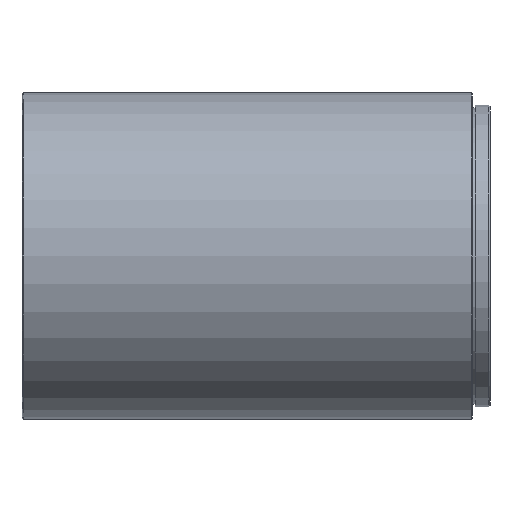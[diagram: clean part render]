
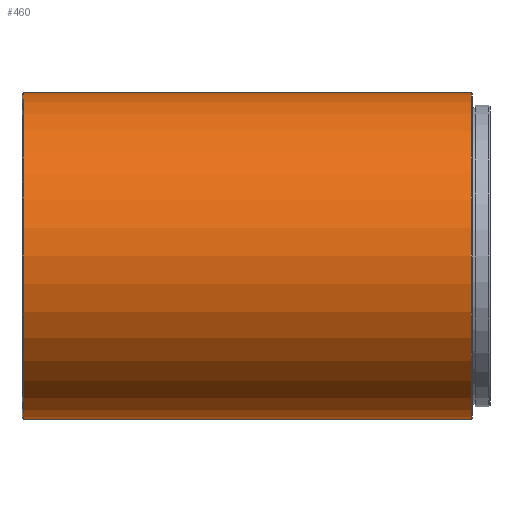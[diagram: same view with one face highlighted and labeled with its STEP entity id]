
A CAD part, front view. The second image highlights one B-rep face of the part: STEP entity #460.
In plain terms, the highlighted cylindrical face has radius 27.95 mm (diameter 55.9 mm), a partial arc.
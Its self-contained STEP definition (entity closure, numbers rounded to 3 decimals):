
#83 = DIRECTION ( 'NONE',  ( 1., 0., 0. ) ) ;
#133 = ORIENTED_EDGE ( 'NONE', *, *, #140, .F. ) ;
#140 = EDGE_CURVE ( 'NONE', #1204, #844, #1220, .T. ) ;
#145 = AXIS2_PLACEMENT_3D ( 'NONE', #708, #602, #593 ) ;
#161 = CYLINDRICAL_SURFACE ( 'NONE', #145, 27.95 ) ;
#228 = CARTESIAN_POINT ( 'NONE',  ( -73.274, -20.109, -27.95 ) ) ;
#268 = DIRECTION ( 'NONE',  ( -1., 0., 0. ) ) ;
#330 = CARTESIAN_POINT ( 'NONE',  ( 3.326, -20.109, 27.95 ) ) ;
#331 = EDGE_CURVE ( 'NONE', #1459, #565, #859, .T. ) ;
#338 = ORIENTED_EDGE ( 'NONE', *, *, #361, .T. ) ;
#361 = EDGE_CURVE ( 'NONE', #1204, #1459, #653, .T. ) ;
#385 = AXIS2_PLACEMENT_3D ( 'NONE', #816, #83, #445 ) ;
#445 = DIRECTION ( 'NONE',  ( 0., 0., 1. ) ) ;
#460 = ADVANCED_FACE ( 'NONE', ( #1008 ), #161, .T. ) ;
#467 = DIRECTION ( 'NONE',  ( -1., 0., 0. ) ) ;
#565 = VERTEX_POINT ( 'NONE', #858 ) ;
#593 = DIRECTION ( 'NONE',  ( 0., 0., 1. ) ) ;
#602 = DIRECTION ( 'NONE',  ( -1., 0., 0. ) ) ;
#653 = CIRCLE ( 'NONE', #1364, 27.95 ) ;
#708 = CARTESIAN_POINT ( 'NONE',  ( 3.526, -20.109, 0. ) ) ;
#720 = ORIENTED_EDGE ( 'NONE', *, *, #331, .T. ) ;
#726 = DIRECTION ( 'NONE',  ( 0., 0., -1. ) ) ;
#816 = CARTESIAN_POINT ( 'NONE',  ( -73.274, -20.109, 0. ) ) ;
#819 = DIRECTION ( 'NONE',  ( -1., 0., 0. ) ) ;
#844 = VERTEX_POINT ( 'NONE', #228 ) ;
#858 = CARTESIAN_POINT ( 'NONE',  ( -73.274, -20.109, 27.95 ) ) ;
#859 = LINE ( 'NONE', #1297, #1112 ) ;
#908 = CIRCLE ( 'NONE', #385, 27.95 ) ;
#1008 = FACE_OUTER_BOUND ( 'NONE', #1134, .T. ) ;
#1071 = VECTOR ( 'NONE', #268, 1000. ) ;
#1090 = CARTESIAN_POINT ( 'NONE',  ( 3.326, -20.109, 0. ) ) ;
#1112 = VECTOR ( 'NONE', #819, 1000. ) ;
#1134 = EDGE_LOOP ( 'NONE', ( #133, #338, #720, #1435 ) ) ;
#1204 = VERTEX_POINT ( 'NONE', #1307 ) ;
#1220 = LINE ( 'NONE', #1489, #1071 ) ;
#1297 = CARTESIAN_POINT ( 'NONE',  ( 3.526, -20.109, 27.95 ) ) ;
#1307 = CARTESIAN_POINT ( 'NONE',  ( 3.326, -20.109, -27.95 ) ) ;
#1364 = AXIS2_PLACEMENT_3D ( 'NONE', #1090, #467, #726 ) ;
#1435 = ORIENTED_EDGE ( 'NONE', *, *, #1448, .T. ) ;
#1448 = EDGE_CURVE ( 'NONE', #565, #844, #908, .T. ) ;
#1459 = VERTEX_POINT ( 'NONE', #330 ) ;
#1489 = CARTESIAN_POINT ( 'NONE',  ( 3.526, -20.109, -27.95 ) ) ;
